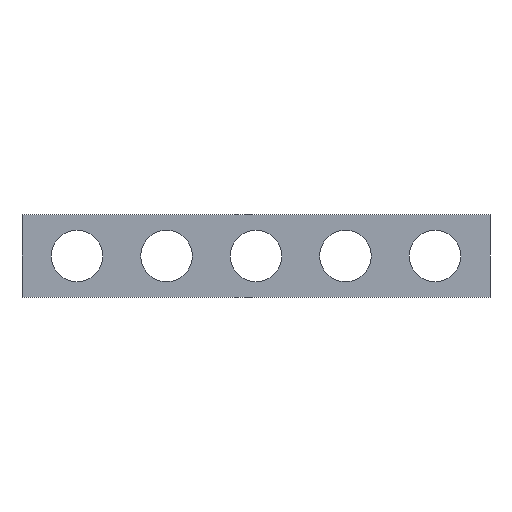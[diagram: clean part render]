
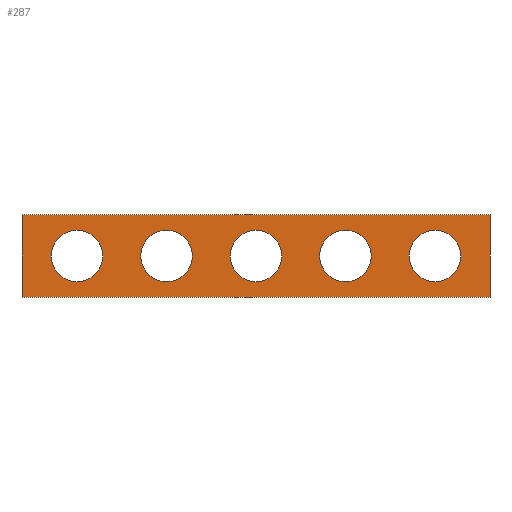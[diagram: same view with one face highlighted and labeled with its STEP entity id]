
A CAD part, left-side view. The second image highlights one B-rep face of the part: STEP entity #287.
In plain terms, the highlighted planar face has unit normal (1, 0, 0).
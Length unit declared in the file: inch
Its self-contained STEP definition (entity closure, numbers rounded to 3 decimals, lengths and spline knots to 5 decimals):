
#5 = EDGE_CURVE ( 'NONE', #86, #88, #26, .T. ) ;
#6 = EDGE_CURVE ( 'NONE', #98, #104, #112, .T. ) ;
#8 = EDGE_CURVE ( 'NONE', #100, #110, #34, .T. ) ;
#9 = EDGE_CURVE ( 'NONE', #113, #97, #32, .T. ) ;
#10 = EDGE_CURVE ( 'NONE', #88, #86, #29, .T. ) ;
#12 = EDGE_CURVE ( 'NONE', #110, #100, #30, .T. ) ;
#24 = AXIS2_PLACEMENT_3D ( 'NONE', #147, #148, #149 ) ;
#25 = AXIS2_PLACEMENT_3D ( 'NONE', #143, #144, #145 ) ;
#26 = CIRCLE ( 'NONE', #27, 3.75 ) ;
#27 = AXIS2_PLACEMENT_3D ( 'NONE', #115, #95, #96 ) ;
#29 = CIRCLE ( 'NONE', #36, 3.75 ) ;
#30 = CIRCLE ( 'NONE', #39, 3.75 ) ;
#31 = VECTOR ( 'NONE', #93, 39.37008 ) ;
#32 = CIRCLE ( 'NONE', #24, 3.75 ) ;
#34 = CIRCLE ( 'NONE', #25, 3.75 ) ;
#36 = AXIS2_PLACEMENT_3D ( 'NONE', #151, #152, #153 ) ;
#37 = CIRCLE ( 'NONE', #43, 3.75 ) ;
#38 = CIRCLE ( 'NONE', #41, 3.75 ) ;
#39 = AXIS2_PLACEMENT_3D ( 'NONE', #155, #156, #157 ) ;
#40 = AXIS2_PLACEMENT_3D ( 'NONE', #215, #216, #217 ) ;
#41 = AXIS2_PLACEMENT_3D ( 'NONE', #159, #160, #161 ) ;
#43 = AXIS2_PLACEMENT_3D ( 'NONE', #164, #165, #166 ) ;
#45 = CIRCLE ( 'NONE', #55, 3.75 ) ;
#46 = CIRCLE ( 'NONE', #53, 3.75 ) ;
#47 = VECTOR ( 'NONE', #229, 39.37008 ) ;
#50 = CIRCLE ( 'NONE', #40, 3.75 ) ;
#51 = VECTOR ( 'NONE', #228, 39.37008 ) ;
#52 = VECTOR ( 'NONE', #173, 39.37008 ) ;
#53 = AXIS2_PLACEMENT_3D ( 'NONE', #201, #202, #203 ) ;
#54 = AXIS2_PLACEMENT_3D ( 'NONE', #220, #222, #223 ) ;
#55 = AXIS2_PLACEMENT_3D ( 'NONE', #180, #181, #182 ) ;
#67 = EDGE_CURVE ( 'NONE', #141, #111, #38, .T. ) ;
#68 = EDGE_CURVE ( 'NONE', #97, #113, #37, .T. ) ;
#86 = VERTEX_POINT ( 'NONE', #169 ) ;
#87 = VERTEX_POINT ( 'NONE', #185 ) ;
#88 = VERTEX_POINT ( 'NONE', #186 ) ;
#89 = CARTESIAN_POINT ( 'NONE',  ( 0., 0., 12. ) ) ;
#93 = DIRECTION ( 'NONE',  ( 0., 1., 0. ) ) ;
#95 = DIRECTION ( 'NONE',  ( 1., 0., 0. ) ) ;
#96 = DIRECTION ( 'NONE',  ( 0., 0., -1. ) ) ;
#97 = VERTEX_POINT ( 'NONE', #184 ) ;
#98 = VERTEX_POINT ( 'NONE', #163 ) ;
#100 = VERTEX_POINT ( 'NONE', #188 ) ;
#102 = VERTEX_POINT ( 'NONE', #190 ) ;
#103 = VERTEX_POINT ( 'NONE', #191 ) ;
#104 = VERTEX_POINT ( 'NONE', #192 ) ;
#108 = VERTEX_POINT ( 'NONE', #187 ) ;
#110 = VERTEX_POINT ( 'NONE', #194 ) ;
#111 = VERTEX_POINT ( 'NONE', #195 ) ;
#112 = LINE ( 'NONE', #89, #31 ) ;
#113 = VERTEX_POINT ( 'NONE', #196 ) ;
#115 = CARTESIAN_POINT ( 'NONE',  ( 0., 34., 6. ) ) ;
#116 = EDGE_LOOP ( 'NONE', ( #125, #129 ) ) ;
#117 = ORIENTED_EDGE ( 'NONE', *, *, #290, .F. ) ;
#119 = ORIENTED_EDGE ( 'NONE', *, *, #68, .F. ) ;
#120 = ORIENTED_EDGE ( 'NONE', *, *, #283, .F. ) ;
#122 = ORIENTED_EDGE ( 'NONE', *, *, #289, .T. ) ;
#123 = ORIENTED_EDGE ( 'NONE', *, *, #9, .F. ) ;
#124 = ORIENTED_EDGE ( 'NONE', *, *, #288, .F. ) ;
#125 = ORIENTED_EDGE ( 'NONE', *, *, #5, .F. ) ;
#126 = EDGE_LOOP ( 'NONE', ( #124, #232, #133, #122 ) ) ;
#127 = ORIENTED_EDGE ( 'NONE', *, *, #286, .F. ) ;
#129 = ORIENTED_EDGE ( 'NONE', *, *, #10, .F. ) ;
#131 = ORIENTED_EDGE ( 'NONE', *, *, #8, .F. ) ;
#132 = ORIENTED_EDGE ( 'NONE', *, *, #67, .F. ) ;
#133 = ORIENTED_EDGE ( 'NONE', *, *, #293, .T. ) ;
#134 = ORIENTED_EDGE ( 'NONE', *, *, #12, .F. ) ;
#136 = EDGE_LOOP ( 'NONE', ( #119, #123 ) ) ;
#138 = EDGE_LOOP ( 'NONE', ( #131, #134 ) ) ;
#139 = EDGE_LOOP ( 'NONE', ( #120, #117 ) ) ;
#140 = EDGE_LOOP ( 'NONE', ( #132, #127 ) ) ;
#141 = VERTEX_POINT ( 'NONE', #199 ) ;
#143 = CARTESIAN_POINT ( 'NONE',  ( 0., 8., 6. ) ) ;
#144 = DIRECTION ( 'NONE',  ( 1., 0., 0. ) ) ;
#145 = DIRECTION ( 'NONE',  ( 0., 0., -1. ) ) ;
#147 = CARTESIAN_POINT ( 'NONE',  ( 0., 47., 6. ) ) ;
#148 = DIRECTION ( 'NONE',  ( 1., 0., 0. ) ) ;
#149 = DIRECTION ( 'NONE',  ( 0., 0., -1. ) ) ;
#151 = CARTESIAN_POINT ( 'NONE',  ( 0., 34., 6. ) ) ;
#152 = DIRECTION ( 'NONE',  ( 1., 0., 0. ) ) ;
#153 = DIRECTION ( 'NONE',  ( 0., 0., -1. ) ) ;
#155 = CARTESIAN_POINT ( 'NONE',  ( 0., 8., 6. ) ) ;
#156 = DIRECTION ( 'NONE',  ( 1., 0., 0. ) ) ;
#157 = DIRECTION ( 'NONE',  ( 0., 0., -1. ) ) ;
#159 = CARTESIAN_POINT ( 'NONE',  ( 0., 21., 6. ) ) ;
#160 = DIRECTION ( 'NONE',  ( 1., 0., 0. ) ) ;
#161 = DIRECTION ( 'NONE',  ( 0., 0., -1. ) ) ;
#163 = CARTESIAN_POINT ( 'NONE',  ( 0., 0., 12. ) ) ;
#164 = CARTESIAN_POINT ( 'NONE',  ( 0., 47., 6. ) ) ;
#165 = DIRECTION ( 'NONE',  ( 1., 0., 0. ) ) ;
#166 = DIRECTION ( 'NONE',  ( 0., 0., -1. ) ) ;
#169 = CARTESIAN_POINT ( 'NONE',  ( 0., 34., 2.25 ) ) ;
#172 = CARTESIAN_POINT ( 'NONE',  ( 0., 0., 0. ) ) ;
#173 = DIRECTION ( 'NONE',  ( 0., 0., -1. ) ) ;
#180 = CARTESIAN_POINT ( 'NONE',  ( 0., 60., 6. ) ) ;
#181 = DIRECTION ( 'NONE',  ( 1., 0., 0. ) ) ;
#182 = DIRECTION ( 'NONE',  ( 0., 0., -1. ) ) ;
#184 = CARTESIAN_POINT ( 'NONE',  ( 0., 47., 2.25 ) ) ;
#185 = CARTESIAN_POINT ( 'NONE',  ( 0., 60., 2.25 ) ) ;
#186 = CARTESIAN_POINT ( 'NONE',  ( 0., 34., 9.75 ) ) ;
#187 = CARTESIAN_POINT ( 'NONE',  ( 0., 0., 0. ) ) ;
#188 = CARTESIAN_POINT ( 'NONE',  ( 0., 8., 2.25 ) ) ;
#190 = CARTESIAN_POINT ( 'NONE',  ( 0., 68., 0. ) ) ;
#191 = CARTESIAN_POINT ( 'NONE',  ( 0., 60., 9.75 ) ) ;
#192 = CARTESIAN_POINT ( 'NONE',  ( 0., 68., 12. ) ) ;
#194 = CARTESIAN_POINT ( 'NONE',  ( 0., 8., 9.75 ) ) ;
#195 = CARTESIAN_POINT ( 'NONE',  ( 0., 21., 9.75 ) ) ;
#196 = CARTESIAN_POINT ( 'NONE',  ( 0., 47., 9.75 ) ) ;
#199 = CARTESIAN_POINT ( 'NONE',  ( 0., 21., 2.25 ) ) ;
#201 = CARTESIAN_POINT ( 'NONE',  ( 0., 60., 6. ) ) ;
#202 = DIRECTION ( 'NONE',  ( 1., 0., 0. ) ) ;
#203 = DIRECTION ( 'NONE',  ( 0., 0., -1. ) ) ;
#207 = FACE_BOUND ( 'NONE', #116, .T. ) ;
#208 = FACE_BOUND ( 'NONE', #140, .T. ) ;
#212 = FACE_BOUND ( 'NONE', #139, .T. ) ;
#213 = FACE_BOUND ( 'NONE', #136, .T. ) ;
#214 = FACE_BOUND ( 'NONE', #138, .T. ) ;
#215 = CARTESIAN_POINT ( 'NONE',  ( 0., 21., 6. ) ) ;
#216 = DIRECTION ( 'NONE',  ( 1., 0., 0. ) ) ;
#217 = DIRECTION ( 'NONE',  ( 0., 0., -1. ) ) ;
#218 = FACE_OUTER_BOUND ( 'NONE', #126, .T. ) ;
#219 = CARTESIAN_POINT ( 'NONE',  ( 0., 0., 0. ) ) ;
#220 = CARTESIAN_POINT ( 'NONE',  ( 0., 0., 0. ) ) ;
#221 = PLANE ( 'NONE',  #54 ) ;
#222 = DIRECTION ( 'NONE',  ( 1., 0., 0. ) ) ;
#223 = DIRECTION ( 'NONE',  ( 0., 0., -1. ) ) ;
#224 = LINE ( 'NONE', #219, #47 ) ;
#226 = LINE ( 'NONE', #227, #51 ) ;
#227 = CARTESIAN_POINT ( 'NONE',  ( 0., 68., 0. ) ) ;
#228 = DIRECTION ( 'NONE',  ( 0., 0., -1. ) ) ;
#229 = DIRECTION ( 'NONE',  ( 0., 1., 0. ) ) ;
#231 = LINE ( 'NONE', #172, #52 ) ;
#232 = ORIENTED_EDGE ( 'NONE', *, *, #6, .F. ) ;
#283 = EDGE_CURVE ( 'NONE', #87, #103, #46, .T. ) ;
#286 = EDGE_CURVE ( 'NONE', #111, #141, #50, .T. ) ;
#287 = ADVANCED_FACE ( 'NONE', ( #212, #213, #207, #208, #214, #218 ), #221, .T. ) ;
#288 = EDGE_CURVE ( 'NONE', #104, #102, #226, .T. ) ;
#289 = EDGE_CURVE ( 'NONE', #108, #102, #224, .T. ) ;
#290 = EDGE_CURVE ( 'NONE', #103, #87, #45, .T. ) ;
#293 = EDGE_CURVE ( 'NONE', #98, #108, #231, .T. ) ;
